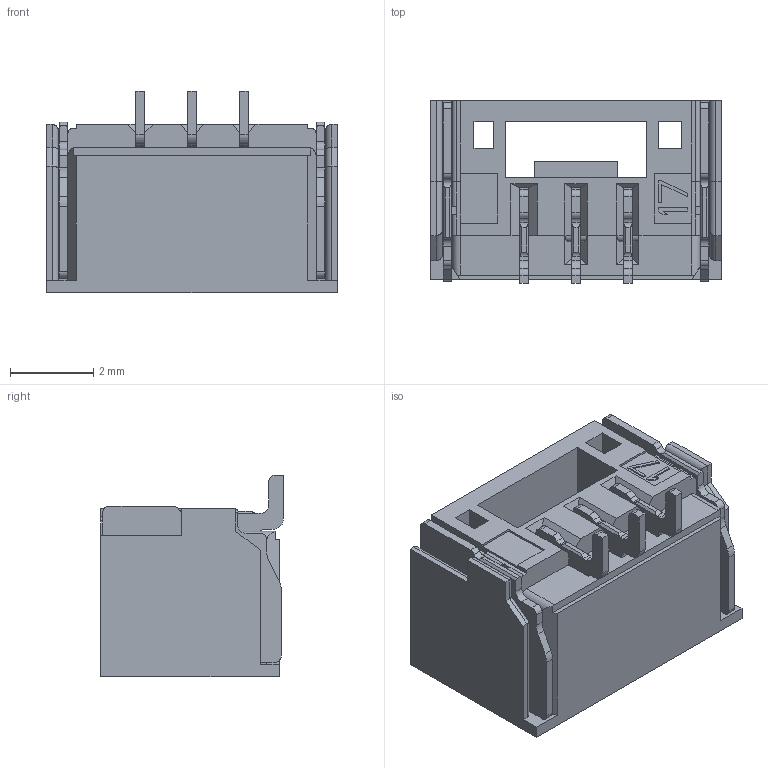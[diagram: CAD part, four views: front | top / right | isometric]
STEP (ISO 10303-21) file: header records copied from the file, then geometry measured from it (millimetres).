
FILE_DESCRIPTION (( 'STEP AP214' ), '1' );
FILE_NAME ('WF11-0N03T43N11.STEP', '2023-08-12T06:18:18', ( '' ), ( '' ), 'SwSTEP 2.0', 'SolidWorks 2023', '' );
FILE_SCHEMA (( 'AUTOMOTIVE_DESIGN' ));
Length unit declared in the file: millimetre
Products named in the file (1): WF11-0N03T43N11
Bounding box: 7 x 4.4 x 4.85 mm (x, y, z)
Volume: 72.4 mm3; surface area: 345.1 mm2
Topology: 1 solids, 1 shells, 469 faces, 1402 edges, 906 vertices
Faces by surface type: plane 320, cylinder 149
Entity records: 17311 total; most frequent: CARTESIAN_POINT 2862, ORIENTED_EDGE 2804, DIRECTION 2584, EDGE_CURVE 1402, VECTOR 1104, LINE 1104, VERTEX_POINT 906, AXIS2_PLACEMENT_3D 740
